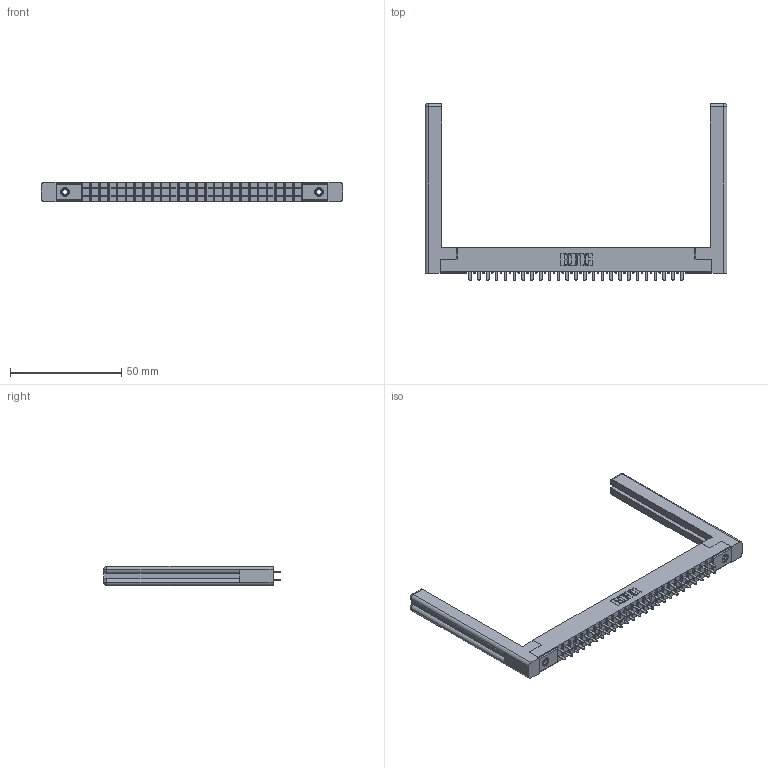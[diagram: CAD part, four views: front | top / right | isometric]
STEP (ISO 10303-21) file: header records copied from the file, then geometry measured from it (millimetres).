
FILE_DESCRIPTION (( 'STEP AP203' ), '1' );
FILE_NAME ('305-050-521-558.STEP', '2019-09-09T21:49:00', ( '' ), ( '' ), 'SwSTEP 2.0', 'SolidWorks 2016', '' );
FILE_SCHEMA (( 'CONFIG_CONTROL_DESIGN' ));
Length unit declared in the file: inch
Products named in the file (5): 305-050-521-558; 345-250-001_345-250-001-102; 307-220-058; 305-290-001_521; 305 Part_.156 Dia
Assembly tree (55 placements, depth 2):
  305-050-521-558
    305 Part_.156 Dia
    305-290-001_521  x50
    345-250-001_345-250-001-102  x2
    307-220-058  x2
Bounding box: 135.69 x 79.5 x 8.71 mm (x, y, z)
Volume: 15834.1 mm3; surface area: 21106.7 mm2
Topology: 55 solids, 55 shells, 2558 faces, 7245 edges, 4682 vertices
Faces by surface type: plane 1502, cylinder 932, sphere 100, cone 12, torus 12
Entity records: 31651 total; most frequent: CARTESIAN_POINT 5252, ORIENTED_EDGE 5152, DIRECTION 5056, EDGE_CURVE 2576, VECTOR 2056, LINE 2056, VERTEX_POINT 1642, AXIS2_PLACEMENT_3D 1500
